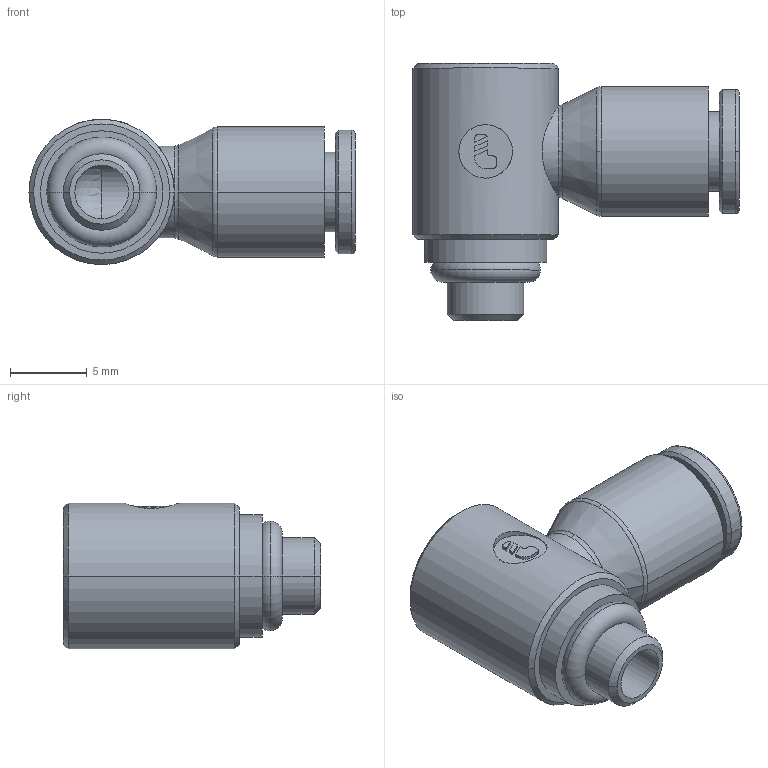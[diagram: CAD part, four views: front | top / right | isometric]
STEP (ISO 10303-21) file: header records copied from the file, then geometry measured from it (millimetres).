
FILE_DESCRIPTION(('STEP AP214'),'1');
FILE_NAME(' ',' ',('TraceParts'),('TraceParts S.A.'),'XStep 1.0',' ',' ');
FILE_SCHEMA(('automotive_design'));
Length unit declared in the file: millimetre
Products named in the file (1): 1
Bounding box: 21.31 x 16.8 x 9.5 mm (x, y, z)
Volume: 1235.7 mm3; surface area: 1381.8 mm2
Topology: 1 solids, 2 shells, 91 faces, 216 edges, 137 vertices
Faces by surface type: cylinder 34, plane 32, torus 12, cone 12, sphere 1
Entity records: 1944 total; most frequent: ORIENTED_EDGE 428, CARTESIAN_POINT 402, EDGE_CURVE 214, VERTEX_POINT 137, AXIS2_PLACEMENT_3D 111, EDGE_LOOP 105, ADVANCED_FACE 91, FACE_OUTER_BOUND 91
